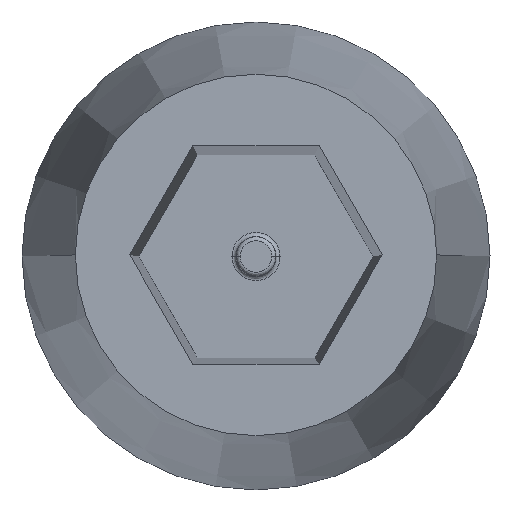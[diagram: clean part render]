
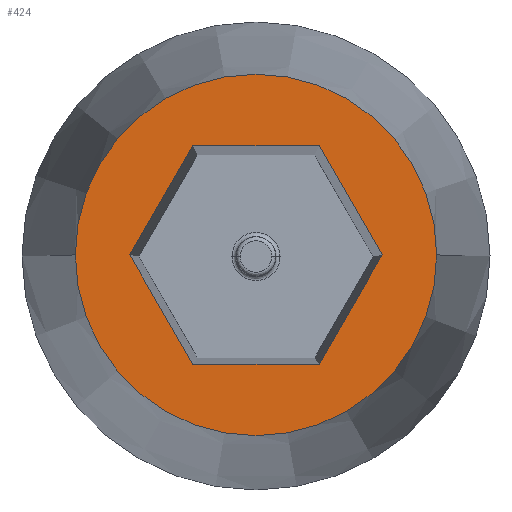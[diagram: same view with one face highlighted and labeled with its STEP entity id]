
A CAD part, top view. The second image highlights one B-rep face of the part: STEP entity #424.
In plain terms, the highlighted planar face has unit normal (0, 0, 1).
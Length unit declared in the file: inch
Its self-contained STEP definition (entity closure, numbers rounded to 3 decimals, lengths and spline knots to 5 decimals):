
#17 = ORIENTED_EDGE ( 'NONE', *, *, #314, .F. ) ;
#27 = ORIENTED_EDGE ( 'NONE', *, *, #256, .T. ) ;
#32 = CARTESIAN_POINT ( 'NONE',  ( 0.06119, 0.10598, 0.59055 ) ) ;
#33 = LINE ( 'NONE', #616, #650 ) ;
#47 = DIRECTION ( 'NONE',  ( -0.5, -0.866, 0. ) ) ;
#65 = ORIENTED_EDGE ( 'NONE', *, *, #246, .T. ) ;
#80 = CARTESIAN_POINT ( 'NONE',  ( -0.12238, 0., 0.59055 ) ) ;
#105 = CARTESIAN_POINT ( 'NONE',  ( -0.12238, 0., 0.59055 ) ) ;
#114 = EDGE_CURVE ( 'NONE', #311, #437, #455, .T. ) ;
#122 = DIRECTION ( 'NONE',  ( 0., 0., 1. ) ) ;
#134 = LINE ( 'NONE', #252, #766 ) ;
#142 = DIRECTION ( 'NONE',  ( -0.5, 0.866, 0. ) ) ;
#161 = AXIS2_PLACEMENT_3D ( 'NONE', #418, #603, #801 ) ;
#171 = VERTEX_POINT ( 'NONE', #281 ) ;
#184 = CARTESIAN_POINT ( 'NONE',  ( 0.06119, -0.10598, 0.59055 ) ) ;
#186 = EDGE_CURVE ( 'NONE', #171, #401, #415, .T. ) ;
#190 = AXIS2_PLACEMENT_3D ( 'NONE', #684, #306, #744 ) ;
#198 = VERTEX_POINT ( 'NONE', #32 ) ;
#235 = VERTEX_POINT ( 'NONE', #613 ) ;
#237 = ORIENTED_EDGE ( 'NONE', *, *, #750, .T. ) ;
#239 = VECTOR ( 'NONE', #440, 39.37008 ) ;
#246 = EDGE_CURVE ( 'NONE', #490, #235, #556, .T. ) ;
#251 = CARTESIAN_POINT ( 'NONE',  ( 0.1752, 0., 0.59055 ) ) ;
#252 = CARTESIAN_POINT ( 'NONE',  ( 0.06119, 0.10598, 0.59055 ) ) ;
#256 = EDGE_CURVE ( 'NONE', #235, #198, #316, .T. ) ;
#274 = CARTESIAN_POINT ( 'NONE',  ( -0.06119, -0.10598, 0.59055 ) ) ;
#279 = DIRECTION ( 'NONE',  ( -1., 0., 0. ) ) ;
#281 = CARTESIAN_POINT ( 'NONE',  ( -0.1752, 0., 0.59055 ) ) ;
#286 = LINE ( 'NONE', #274, #475 ) ;
#306 = DIRECTION ( 'NONE',  ( 0., 0., -1. ) ) ;
#311 = VERTEX_POINT ( 'NONE', #184 ) ;
#314 = EDGE_CURVE ( 'NONE', #401, #171, #617, .T. ) ;
#316 = LINE ( 'NONE', #551, #524 ) ;
#369 = EDGE_CURVE ( 'NONE', #760, #311, #33, .T. ) ;
#370 = DIRECTION ( 'NONE',  ( 1., 0., 0. ) ) ;
#375 = ORIENTED_EDGE ( 'NONE', *, *, #186, .F. ) ;
#401 = VERTEX_POINT ( 'NONE', #251 ) ;
#415 = CIRCLE ( 'NONE', #161, 0.1752 ) ;
#418 = CARTESIAN_POINT ( 'NONE',  ( 0., 0., 0.59055 ) ) ;
#424 = ADVANCED_FACE ( 'NONE', ( #778, #467 ), #443, .T. ) ;
#437 = VERTEX_POINT ( 'NONE', #456 ) ;
#440 = DIRECTION ( 'NONE',  ( 0.5, 0.866, 0. ) ) ;
#443 = PLANE ( 'NONE',  #674 ) ;
#447 = DIRECTION ( 'NONE',  ( 1., 0., 0. ) ) ;
#455 = LINE ( 'NONE', #719, #748 ) ;
#456 = CARTESIAN_POINT ( 'NONE',  ( -0.06119, -0.10598, 0.59055 ) ) ;
#467 = FACE_OUTER_BOUND ( 'NONE', #653, .T. ) ;
#475 = VECTOR ( 'NONE', #142, 39.37008 ) ;
#490 = VERTEX_POINT ( 'NONE', #80 ) ;
#524 = VECTOR ( 'NONE', #370, 39.37008 ) ;
#526 = EDGE_LOOP ( 'NONE', ( #27, #714, #688, #657, #237, #65 ) ) ;
#551 = CARTESIAN_POINT ( 'NONE',  ( 0.0876, 0.10598, 0.59055 ) ) ;
#556 = LINE ( 'NONE', #105, #239 ) ;
#575 = CARTESIAN_POINT ( 'NONE',  ( 0.0876, 0., 0.59055 ) ) ;
#582 = CARTESIAN_POINT ( 'NONE',  ( 0.12238, 0., 0.59055 ) ) ;
#603 = DIRECTION ( 'NONE',  ( 0., 0., -1. ) ) ;
#613 = CARTESIAN_POINT ( 'NONE',  ( -0.06119, 0.10598, 0.59055 ) ) ;
#616 = CARTESIAN_POINT ( 'NONE',  ( 0.12238, 0., 0.59055 ) ) ;
#617 = CIRCLE ( 'NONE', #190, 0.1752 ) ;
#650 = VECTOR ( 'NONE', #47, 39.37008 ) ;
#653 = EDGE_LOOP ( 'NONE', ( #375, #17 ) ) ;
#657 = ORIENTED_EDGE ( 'NONE', *, *, #114, .T. ) ;
#674 = AXIS2_PLACEMENT_3D ( 'NONE', #575, #122, #447 ) ;
#684 = CARTESIAN_POINT ( 'NONE',  ( 0., 0., 0.59055 ) ) ;
#688 = ORIENTED_EDGE ( 'NONE', *, *, #369, .T. ) ;
#693 = DIRECTION ( 'NONE',  ( 0.5, -0.866, 0. ) ) ;
#714 = ORIENTED_EDGE ( 'NONE', *, *, #797, .T. ) ;
#719 = CARTESIAN_POINT ( 'NONE',  ( 0.0876, -0.10598, 0.59055 ) ) ;
#744 = DIRECTION ( 'NONE',  ( -1., 0., 0. ) ) ;
#748 = VECTOR ( 'NONE', #279, 39.37008 ) ;
#750 = EDGE_CURVE ( 'NONE', #437, #490, #286, .T. ) ;
#760 = VERTEX_POINT ( 'NONE', #582 ) ;
#766 = VECTOR ( 'NONE', #693, 39.37008 ) ;
#778 = FACE_BOUND ( 'NONE', #526, .T. ) ;
#797 = EDGE_CURVE ( 'NONE', #198, #760, #134, .T. ) ;
#801 = DIRECTION ( 'NONE',  ( -1., 0., 0. ) ) ;
